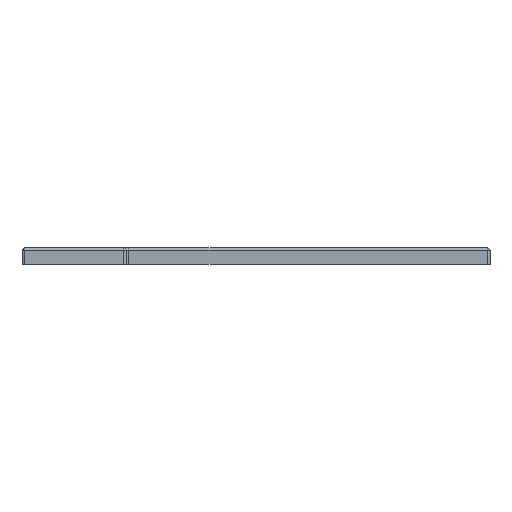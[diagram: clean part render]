
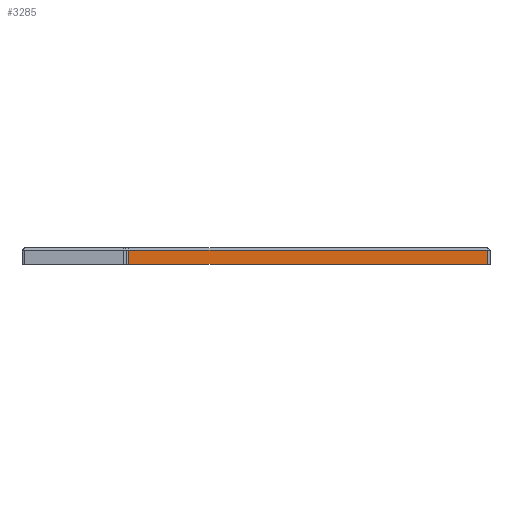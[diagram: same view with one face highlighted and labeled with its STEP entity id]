
A CAD part, left-side view. The second image highlights one B-rep face of the part: STEP entity #3285.
In plain terms, the highlighted planar face has unit normal (-1, 0, 0).
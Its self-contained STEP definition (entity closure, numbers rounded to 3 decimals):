
#447=FACE_OUTER_BOUND('',#649,.T.);
#649=EDGE_LOOP('',(#2933,#2934,#2935,#2936));
#706=LINE('',#4770,#1038);
#937=LINE('',#5453,#1269);
#983=LINE('',#5578,#1315);
#984=LINE('',#5580,#1316);
#1038=VECTOR('',#3746,10.);
#1269=VECTOR('',#4473,10.);
#1315=VECTOR('',#4615,10.);
#1316=VECTOR('',#4618,10.);
#1365=VERTEX_POINT('',#4761);
#1367=VERTEX_POINT('',#4767);
#1570=VERTEX_POINT('',#5450);
#1571=VERTEX_POINT('',#5452);
#1650=EDGE_CURVE('',#1365,#1367,#706,.T.);
#1991=EDGE_CURVE('',#1570,#1571,#937,.T.);
#2055=EDGE_CURVE('',#1571,#1365,#983,.T.);
#2056=EDGE_CURVE('',#1367,#1570,#984,.T.);
#2933=ORIENTED_EDGE('',*,*,#1650,.F.);
#2934=ORIENTED_EDGE('',*,*,#2055,.F.);
#2935=ORIENTED_EDGE('',*,*,#1991,.F.);
#2936=ORIENTED_EDGE('',*,*,#2056,.F.);
#3093=PLANE('',#3639);
#3285=ADVANCED_FACE('',(#447),#3093,.T.);
#3639=AXIS2_PLACEMENT_3D('',#5579,#4616,#4617);
#3746=DIRECTION('',(0.,-1.,0.));
#4473=DIRECTION('',(0.,1.,0.));
#4615=DIRECTION('',(0.,0.,1.));
#4616=DIRECTION('center_axis',(-1.,0.,0.));
#4617=DIRECTION('ref_axis',(0.,-1.,0.));
#4618=DIRECTION('',(0.,0.,-1.));
#4761=CARTESIAN_POINT('',(63.626,-29.452,2.9));
#4767=CARTESIAN_POINT('',(63.626,-101.491,2.9));
#4770=CARTESIAN_POINT('',(63.626,-41.972,2.9));
#5450=CARTESIAN_POINT('',(63.626,-101.491,0.));
#5452=CARTESIAN_POINT('',(63.626,-29.452,0.));
#5453=CARTESIAN_POINT('',(63.626,-101.991,0.));
#5578=CARTESIAN_POINT('',(63.626,-29.452,0.));
#5579=CARTESIAN_POINT('Origin',(63.626,-28.952,0.));
#5580=CARTESIAN_POINT('',(63.626,-101.491,0.));
